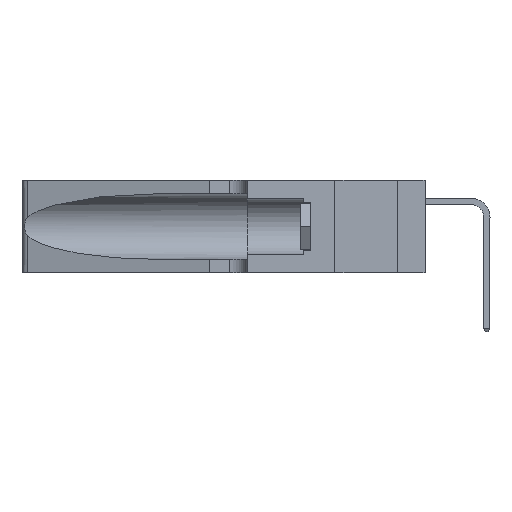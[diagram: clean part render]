
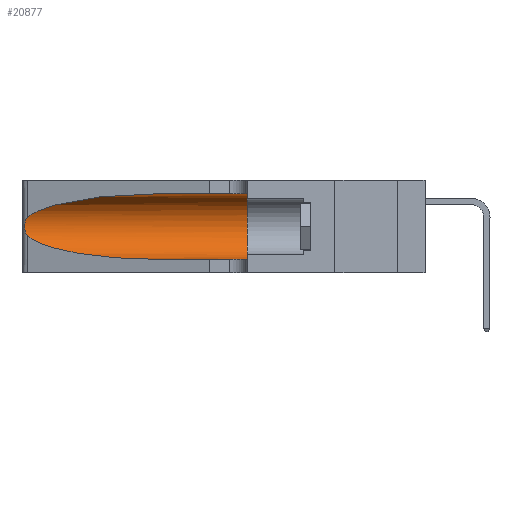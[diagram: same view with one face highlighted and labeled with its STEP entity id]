
A CAD part, left-side view. The second image highlights one B-rep face of the part: STEP entity #20877.
In plain terms, the highlighted cylindrical face has radius 3.308 mm (diameter 6.617 mm), a partial arc.
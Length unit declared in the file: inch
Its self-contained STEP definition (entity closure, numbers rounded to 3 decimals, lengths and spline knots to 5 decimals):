
#494 = CARTESIAN_POINT ( 'NONE',  ( 0.26075, 1.23896, 0.178 ) ) ;
#825 = EDGE_CURVE ( 'NONE', #16044, #22684, #10027, .T. ) ;
#1156 = ORIENTED_EDGE ( 'NONE', *, *, #7196, .T. ) ;
#1344 = CARTESIAN_POINT ( 'NONE',  ( 0.1305, 0.72297, 0.31525 ) ) ;
#1391 = CARTESIAN_POINT ( 'NONE',  ( 0.1305, 0.72297, 0.31525 ) ) ;
#2116 = CIRCLE ( 'NONE', #12030, 0.13025 ) ;
#2349 = CARTESIAN_POINT ( 'NONE',  ( 0.25856, 1.23593, 0.16098 ) ) ;
#2872 = EDGE_CURVE ( 'NONE', #14172, #17519, #19423, .T. ) ;
#3366 = CARTESIAN_POINT ( 'NONE',  ( 0.1305, 1.61858, 0.31525 ) ) ;
#3432 = CARTESIAN_POINT ( 'NONE',  ( 0.25487, 1.22718, 0.14631 ) ) ;
#4233 = CARTESIAN_POINT ( 'NONE',  ( 0.25639, 1.23186, 0.15144 ) ) ;
#4785 = CARTESIAN_POINT ( 'NONE',  ( 0.1305, 1.61858, 0.05475 ) ) ;
#4949 = ORIENTED_EDGE ( 'NONE', *, *, #17615, .T. ) ;
#5563 = ORIENTED_EDGE ( 'NONE', *, *, #16214, .F. ) ;
#5572 = CARTESIAN_POINT ( 'NONE',  ( 0.1305, 0.72297, 0.05475 ) ) ;
#5596 = CARTESIAN_POINT ( 'NONE',  ( 0.18966, 0.96281, 0.05475 ) ) ;
#5785 = DIRECTION ( 'NONE',  ( 0., 1., 0. ) ) ;
#5943 = ORIENTED_EDGE ( 'NONE', *, *, #9696, .T. ) ;
#6117 = CARTESIAN_POINT ( 'NONE',  ( 0.25487, 1.22718, 0.14631 ) ) ;
#6208 = CARTESIAN_POINT ( 'NONE',  ( 0.2373, 1.15595, 0.08982 ) ) ;
#6974 = CARTESIAN_POINT ( 'NONE',  ( 0.25487, 1.22718, 0.22369 ) ) ;
#7196 = EDGE_CURVE ( 'NONE', #11367, #16044, #19417, .T. ) ;
#7513 = FACE_OUTER_BOUND ( 'NONE', #9595, .T. ) ;
#7900 = CARTESIAN_POINT ( 'NONE',  ( 0.25639, 1.23184, 0.21858 ) ) ;
#8450 = VECTOR ( 'NONE', #17805, 39.37008 ) ;
#8965 = VECTOR ( 'NONE', #16367, 39.37008 ) ;
#9595 = EDGE_LOOP ( 'NONE', ( #5943, #1156, #22396, #4949, #5563, #15423 ) ) ;
#9696 = EDGE_CURVE ( 'NONE', #14172, #11367, #21673, .T. ) ;
#9766 = CARTESIAN_POINT ( 'NONE',  ( 0.25854, 1.2359, 0.20912 ) ) ;
#9802 = DIRECTION ( 'NONE',  ( 0., 0., -1. ) ) ;
#10027 =( BOUNDED_CURVE ( )  B_SPLINE_CURVE ( 3, ( #15980, #6208, #5596, #5572 ),
 .UNSPECIFIED., .F., .F. ) 
 B_SPLINE_CURVE_WITH_KNOTS ( ( 4, 4 ),
 ( 3.44316, 4.71239 ),
 .UNSPECIFIED. ) 
 CURVE ( )  GEOMETRIC_REPRESENTATION_ITEM ( )  RATIONAL_B_SPLINE_CURVE ( ( 1., 0.87, 0.87, 1. ) ) 
 REPRESENTATION_ITEM ( '' )  );
#11367 = VERTEX_POINT ( 'NONE', #12481 ) ;
#11602 = CARTESIAN_POINT ( 'NONE',  ( 0.26075, 1.23896, 0.19203 ) ) ;
#12030 = AXIS2_PLACEMENT_3D ( 'NONE', #16922, #5785, #18786 ) ;
#12481 = CARTESIAN_POINT ( 'NONE',  ( 0.25487, 1.22718, 0.22369 ) ) ;
#13391 = CARTESIAN_POINT ( 'NONE',  ( 0.25487, 1.22718, 0.22369 ) ) ;
#13466 = CARTESIAN_POINT ( 'NONE',  ( 0.26017, 1.23833, 0.17102 ) ) ;
#13504 = DIRECTION ( 'NONE',  ( 0., -1., 0. ) ) ;
#14002 = CARTESIAN_POINT ( 'NONE',  ( 0.1305, 0.72297, 0.05475 ) ) ;
#14172 = VERTEX_POINT ( 'NONE', #1391 ) ;
#15367 = CARTESIAN_POINT ( 'NONE',  ( 0.25789, 1.23486, 0.15765 ) ) ;
#15423 = ORIENTED_EDGE ( 'NONE', *, *, #2872, .F. ) ;
#15597 = CARTESIAN_POINT ( 'NONE',  ( 0.1305, 0.35, 0.31525 ) ) ;
#15980 = CARTESIAN_POINT ( 'NONE',  ( 0.25487, 1.22718, 0.14631 ) ) ;
#16044 = VERTEX_POINT ( 'NONE', #3432 ) ;
#16214 = EDGE_CURVE ( 'NONE', #17519, #23467, #2116, .T. ) ;
#16367 = DIRECTION ( 'NONE',  ( 0., -1., 0. ) ) ;
#16922 = CARTESIAN_POINT ( 'NONE',  ( 0.1305, 0.35, 0.185 ) ) ;
#17139 = AXIS2_PLACEMENT_3D ( 'NONE', #22811, #13504, #9802 ) ;
#17255 = CARTESIAN_POINT ( 'NONE',  ( 0.25555, 1.22993, 0.14849 ) ) ;
#17519 = VERTEX_POINT ( 'NONE', #15597 ) ;
#17615 = EDGE_CURVE ( 'NONE', #22684, #23467, #18350, .T. ) ;
#17805 = DIRECTION ( 'NONE',  ( 0., -1., 0. ) ) ;
#18096 = CARTESIAN_POINT ( 'NONE',  ( 0.2373, 1.15595, 0.28018 ) ) ;
#18254 = CARTESIAN_POINT ( 'NONE',  ( 0.1305, 0.35, 0.05475 ) ) ;
#18350 = LINE ( 'NONE', #4785, #8450 ) ;
#18786 = DIRECTION ( 'NONE',  ( 0., 0., 1. ) ) ;
#19031 = CARTESIAN_POINT ( 'NONE',  ( 0.25555, 1.22994, 0.2215 ) ) ;
#19417 = B_SPLINE_CURVE_WITH_KNOTS ( 'NONE', 3,
 ( #13391, #19031, #7900, #20892, #9766, #22770, #11602, #494, #13466, #2349, #15367, #4233, #17255, #6117 ),
 .UNSPECIFIED., .F., .F.,
 ( 4, 2, 2, 2, 2, 2, 4 ),
 ( 0., 0.00027, 0.00053, 0.00107, 0.0016, 0.00187, 0.00214 ),
 .UNSPECIFIED. ) ;
#19423 = LINE ( 'NONE', #3366, #8965 ) ;
#20877 = ADVANCED_FACE ( 'NONE', ( #7513 ), #21157, .F. ) ;
#20892 = CARTESIAN_POINT ( 'NONE',  ( 0.25787, 1.23484, 0.2124 ) ) ;
#21157 = CYLINDRICAL_SURFACE ( 'NONE', #17139, 0.13025 ) ;
#21673 =( BOUNDED_CURVE ( )  B_SPLINE_CURVE ( 3, ( #1344, #23615, #18096, #6974 ),
 .UNSPECIFIED., .F., .T. ) 
 B_SPLINE_CURVE_WITH_KNOTS ( ( 4, 4 ),
 ( 1.5708, 2.84003 ),
 .UNSPECIFIED. ) 
 CURVE ( )  GEOMETRIC_REPRESENTATION_ITEM ( )  RATIONAL_B_SPLINE_CURVE ( ( 1., 0.87, 0.87, 1. ) ) 
 REPRESENTATION_ITEM ( '' )  );
#22396 = ORIENTED_EDGE ( 'NONE', *, *, #825, .T. ) ;
#22684 = VERTEX_POINT ( 'NONE', #14002 ) ;
#22770 = CARTESIAN_POINT ( 'NONE',  ( 0.26018, 1.23835, 0.19895 ) ) ;
#22811 = CARTESIAN_POINT ( 'NONE',  ( 0.1305, 1.61858, 0.185 ) ) ;
#23467 = VERTEX_POINT ( 'NONE', #18254 ) ;
#23615 = CARTESIAN_POINT ( 'NONE',  ( 0.18966, 0.96281, 0.31525 ) ) ;
